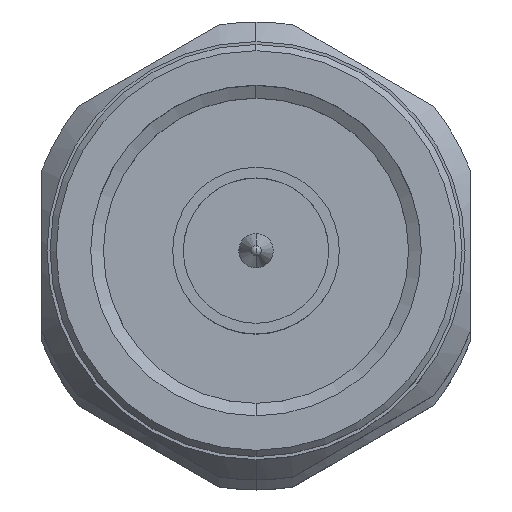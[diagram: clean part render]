
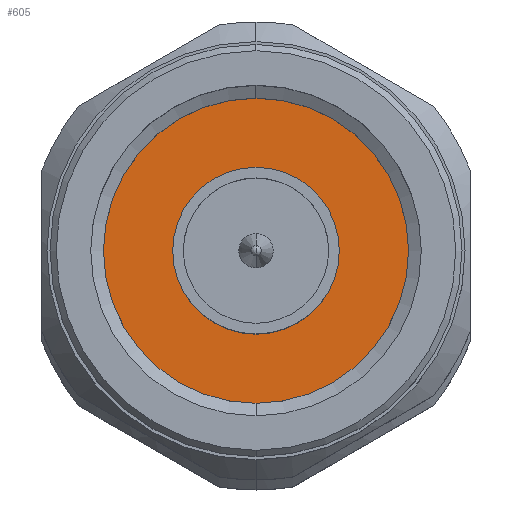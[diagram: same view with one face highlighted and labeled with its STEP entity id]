
A CAD part, top view. The second image highlights one B-rep face of the part: STEP entity #605.
In plain terms, the highlighted face is planar.
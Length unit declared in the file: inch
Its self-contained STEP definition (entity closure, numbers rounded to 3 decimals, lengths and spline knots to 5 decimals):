
#70 = AXIS2_PLACEMENT_3D ( 'NONE', #1444, #2143, #2764 ) ;
#387 = ORIENTED_EDGE ( 'NONE', *, *, #802, .F. ) ;
#390 = DIRECTION ( 'NONE',  ( 0., -1., 0. ) ) ;
#474 = VERTEX_POINT ( 'NONE', #2957 ) ;
#496 = CARTESIAN_POINT ( 'NONE',  ( 0.41653, 0., 0. ) ) ;
#541 = VERTEX_POINT ( 'NONE', #4340 ) ;
#589 = DIRECTION ( 'NONE',  ( -1., 0., 0. ) ) ;
#605 = ADVANCED_FACE ( 'NONE', ( #806, #4157 ), #4220, .F. ) ;
#802 = EDGE_CURVE ( 'NONE', #2097, #541, #2847, .T. ) ;
#806 = FACE_BOUND ( 'NONE', #1509, .T. ) ;
#828 = DIRECTION ( 'NONE',  ( 0., -1., 0. ) ) ;
#944 = DIRECTION ( 'NONE',  ( -1., 0., 0. ) ) ;
#1188 = EDGE_CURVE ( 'NONE', #541, #2097, #3068, .T. ) ;
#1289 = AXIS2_PLACEMENT_3D ( 'NONE', #2654, #944, #2679 ) ;
#1425 = CARTESIAN_POINT ( 'NONE',  ( 0.41653, -0.15748, 0. ) ) ;
#1444 = CARTESIAN_POINT ( 'NONE',  ( 0.41653, 0., 0. ) ) ;
#1509 = EDGE_LOOP ( 'NONE', ( #387, #3871 ) ) ;
#1983 = ORIENTED_EDGE ( 'NONE', *, *, #2458, .T. ) ;
#2096 = DIRECTION ( 'NONE',  ( -1., 0., 0. ) ) ;
#2097 = VERTEX_POINT ( 'NONE', #1425 ) ;
#2143 = DIRECTION ( 'NONE',  ( 1., 0., 0. ) ) ;
#2248 = DIRECTION ( 'NONE',  ( 0., -1., 0. ) ) ;
#2458 = EDGE_CURVE ( 'NONE', #2556, #474, #2569, .T. ) ;
#2463 = EDGE_LOOP ( 'NONE', ( #1983, #3817 ) ) ;
#2551 = CARTESIAN_POINT ( 'NONE',  ( 0.41653, 0., 0. ) ) ;
#2556 = VERTEX_POINT ( 'NONE', #2725 ) ;
#2569 = CIRCLE ( 'NONE', #4134, 0.34395 ) ;
#2654 = CARTESIAN_POINT ( 'NONE',  ( 0.41653, 0., 0. ) ) ;
#2679 = DIRECTION ( 'NONE',  ( 0., -1., 0. ) ) ;
#2710 = EDGE_CURVE ( 'NONE', #474, #2556, #4432, .T. ) ;
#2725 = CARTESIAN_POINT ( 'NONE',  ( 0.41653, -0.34395, 0. ) ) ;
#2764 = DIRECTION ( 'NONE',  ( 0., 1., 0. ) ) ;
#2832 = DIRECTION ( 'NONE',  ( -1., 0., 0. ) ) ;
#2847 = CIRCLE ( 'NONE', #3137, 0.15748 ) ;
#2957 = CARTESIAN_POINT ( 'NONE',  ( 0.41653, 0.34395, 0. ) ) ;
#3068 = CIRCLE ( 'NONE', #3644, 0.15748 ) ;
#3137 = AXIS2_PLACEMENT_3D ( 'NONE', #496, #589, #828 ) ;
#3644 = AXIS2_PLACEMENT_3D ( 'NONE', #2551, #2832, #2248 ) ;
#3817 = ORIENTED_EDGE ( 'NONE', *, *, #2710, .T. ) ;
#3871 = ORIENTED_EDGE ( 'NONE', *, *, #1188, .F. ) ;
#4122 = CARTESIAN_POINT ( 'NONE',  ( 0.41653, 0., 0. ) ) ;
#4134 = AXIS2_PLACEMENT_3D ( 'NONE', #4122, #2096, #390 ) ;
#4157 = FACE_OUTER_BOUND ( 'NONE', #2463, .T. ) ;
#4220 = PLANE ( 'NONE',  #70 ) ;
#4340 = CARTESIAN_POINT ( 'NONE',  ( 0.41653, 0.15748, 0. ) ) ;
#4432 = CIRCLE ( 'NONE', #1289, 0.34395 ) ;
